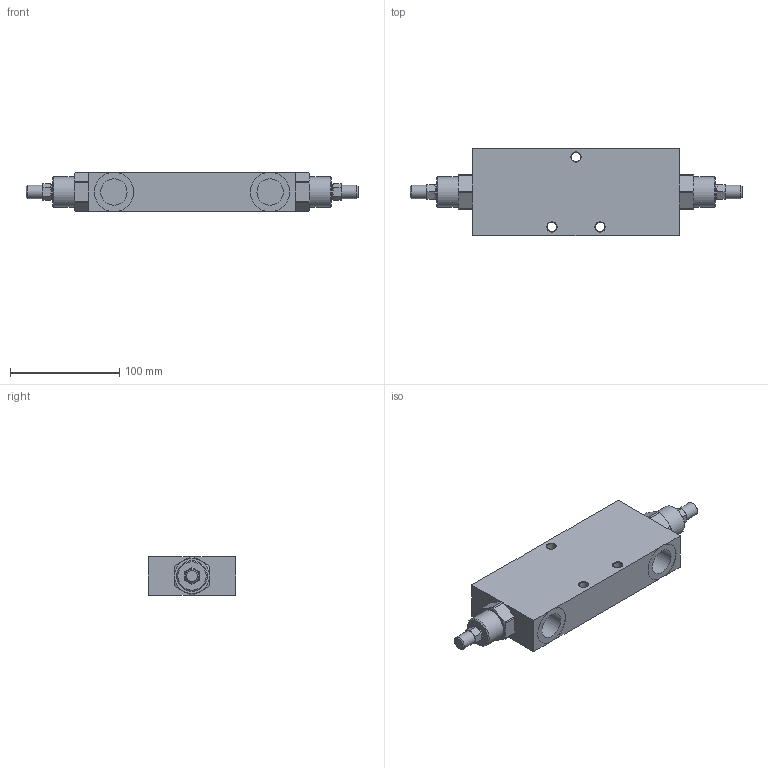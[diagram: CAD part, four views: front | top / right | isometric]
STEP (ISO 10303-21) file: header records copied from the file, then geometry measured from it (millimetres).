
FILE_DESCRIPTION(/* description */ ('Unknown'),/* implementation_level */ '2;1');
FILE_NAME(/* name */ 'V0435',/* time_stamp */ '2019-02-14T08:36:02+01:00',/* author */ ('Unknown'),/* organization */ ('Unknown'),/* preprocessor_version */ 'ST-DEVELOPER v16',/* originating_system */ 'DEX',/* authorisation */ $);
FILE_SCHEMA (('AUTOMOTIVE_DESIGN {1 0 10303 214 3 1 1}'));
Length unit declared in the file: millimetre
Products named in the file (1): V0435
Bounding box: 304 x 80 x 36 mm (x, y, z)
Volume: 536118.5 mm3; surface area: 66957.3 mm2
Topology: 1 solids, 2 shells, 140 faces, 322 edges, 198 vertices
Faces by surface type: plane 60, cone 46, cylinder 34
Full cylindrical faces by diameter (mm): 8 x1, 8.5 x3, 12.5 x2, 14 x2, 24.117 x4, 28 x2
Entity records: 4706 total; most frequent: CARTESIAN_POINT 773, DIRECTION 618, ORIENTED_EDGE 588, EDGE_CURVE 294, AXIS2_PLACEMENT_3D 255, VERTEX_POINT 194, EDGE_LOOP 182, FACE_BOUND 182
